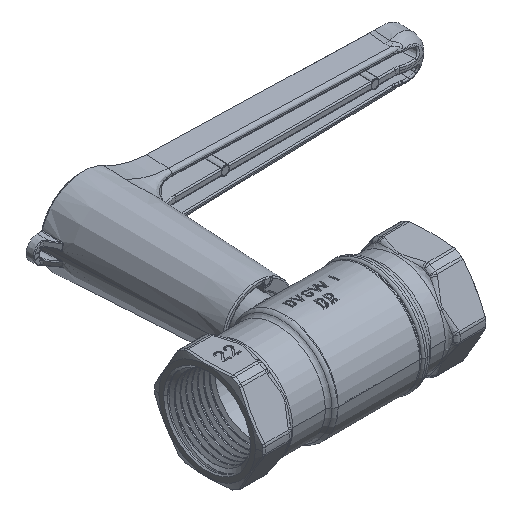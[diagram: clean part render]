
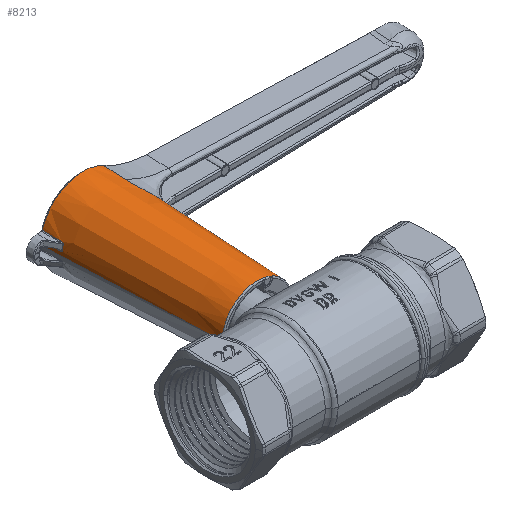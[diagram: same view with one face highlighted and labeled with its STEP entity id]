
A CAD part, isometric view. The second image highlights one B-rep face of the part: STEP entity #8213.
In plain terms, the highlighted conical face has half-angle 2.5 degrees and reference radius 15.268 mm.
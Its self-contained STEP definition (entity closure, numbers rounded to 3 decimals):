
#1=CARTESIAN_POINT('',(-15.937,-9.076,3.909));
#2=CARTESIAN_POINT('',(-15.929,-9.076,3.945));
#3=CARTESIAN_POINT('',(-15.912,-9.064,4.014));
#4=CARTESIAN_POINT('',(-15.888,-8.999,4.122));
#5=CARTESIAN_POINT('',(-15.868,-8.891,4.215));
#6=CARTESIAN_POINT('',(-15.854,-8.751,4.291));
#7=CARTESIAN_POINT('',(-15.846,-8.582,4.349));
#8=CARTESIAN_POINT('',(-15.843,-8.388,4.389));
#9=CARTESIAN_POINT('',(-15.846,-8.243,4.403));
#10=CARTESIAN_POINT('',(-15.849,-8.167,4.407));
#12=CARTESIAN_POINT('',(-16.086,-1.,4.715));
#13=CARTESIAN_POINT('',(-16.061,-1.74,4.684));
#14=CARTESIAN_POINT('',(-16.011,-3.256,4.618));
#15=CARTESIAN_POINT('',(-15.934,-5.605,4.517));
#16=CARTESIAN_POINT('',(-15.878,-7.296,4.444));
#17=CARTESIAN_POINT('',(-15.849,-8.167,4.407));
#19=CARTESIAN_POINT('',(-16.367,-8.49,1.499));
#20=CARTESIAN_POINT('',(-16.403,-7.696,1.485));
#21=CARTESIAN_POINT('',(-16.477,-6.083,1.455));
#22=CARTESIAN_POINT('',(-16.595,-3.488,1.406));
#23=CARTESIAN_POINT('',(-16.67,-1.828,1.373));
#24=CARTESIAN_POINT('',(-16.708,-1.,1.356));
#26=CARTESIAN_POINT('',(-16.305,-9.076,1.856));
#27=CARTESIAN_POINT('',(-16.308,-9.076,1.83));
#28=CARTESIAN_POINT('',(-16.313,-9.07,1.78));
#29=CARTESIAN_POINT('',(-16.321,-9.045,1.715));
#30=CARTESIAN_POINT('',(-16.329,-9.004,1.657));
#31=CARTESIAN_POINT('',(-16.337,-8.945,1.606));
#32=CARTESIAN_POINT('',(-16.344,-8.872,1.566));
#33=CARTESIAN_POINT('',(-16.351,-8.789,1.536));
#34=CARTESIAN_POINT('',(-16.356,-8.698,1.516));
#35=CARTESIAN_POINT('',(-16.362,-8.599,1.503));
#36=CARTESIAN_POINT('',(-16.365,-8.527,1.5));
#37=CARTESIAN_POINT('',(-16.367,-8.49,1.499));
#39=CARTESIAN_POINT('',(0.,-9.076,0.));
#40=DIRECTION('',(0.,1.,0.));
#41=DIRECTION('',(-0.994,0.,0.113));
#42=AXIS2_PLACEMENT_3D('',#39,#40,#41);
#44=CARTESIAN_POINT('',(16.329,-7.323,2.277));
#45=CARTESIAN_POINT('',(16.264,-8.736,2.296));
#46=CARTESIAN_POINT('',(16.13,-11.635,2.335));
#47=CARTESIAN_POINT('',(15.92,-16.205,2.396));
#48=CARTESIAN_POINT('',(15.772,-19.392,2.438));
#49=CARTESIAN_POINT('',(15.697,-21.021,2.459));
#51=CARTESIAN_POINT('',(15.753,-21.086,2.046));
#52=CARTESIAN_POINT('',(15.799,-20.004,2.064));
#53=CARTESIAN_POINT('',(15.89,-17.812,2.101));
#54=CARTESIAN_POINT('',(16.031,-14.452,2.158));
#55=CARTESIAN_POINT('',(16.176,-10.977,2.216));
#56=CARTESIAN_POINT('',(16.277,-8.556,2.256));
#57=CARTESIAN_POINT('',(16.329,-7.323,2.277));
#59=CARTESIAN_POINT('',(0.,-69.522,0.));
#60=DIRECTION('',(0.,-1.,0.));
#61=DIRECTION('',(1.,0.,0.));
#62=AXIS2_PLACEMENT_3D('',#59,#60,#61);
#64=CARTESIAN_POINT('',(0.,-0.958,0.));
#65=DIRECTION('',(0.,1.,0.));
#66=DIRECTION('',(-1.,0.,0.));
#67=AXIS2_PLACEMENT_3D('',#64,#65,#66);
#69=CARTESIAN_POINT('',(8.207,-0.958,14.618));
#70=CARTESIAN_POINT('',(8.181,-2.387,14.561));
#71=CARTESIAN_POINT('',(8.128,-5.239,14.448));
#72=CARTESIAN_POINT('',(8.075,-8.081,14.335));
#73=CARTESIAN_POINT('',(8.049,-9.5,14.279));
#75=CARTESIAN_POINT('',(8.049,-9.5,14.279));
#76=CARTESIAN_POINT('',(8.037,-10.135,14.254));
#77=CARTESIAN_POINT('',(8.097,-11.404,14.157));
#78=CARTESIAN_POINT('',(8.424,-13.263,13.872));
#79=CARTESIAN_POINT('',(8.958,-15.047,13.444));
#80=CARTESIAN_POINT('',(9.658,-16.729,12.865));
#81=CARTESIAN_POINT('',(10.49,-18.277,12.113));
#82=CARTESIAN_POINT('',(11.432,-19.638,11.153));
#83=CARTESIAN_POINT('',(12.295,-20.522,10.128));
#84=CARTESIAN_POINT('',(13.004,-20.942,9.15));
#85=CARTESIAN_POINT('',(13.352,-21.021,8.618));
#86=CARTESIAN_POINT('',(13.519,-21.021,8.347));
#201=CARTESIAN_POINT('',(0.,-1.,0.));
#202=DIRECTION('',(0.,1.,0.));
#203=DIRECTION('',(-0.997,0.,0.081));
#204=AXIS2_PLACEMENT_3D('',#201,#202,#203);
#295=DIRECTION('',(0.044,-0.999,0.));
#296=VECTOR('',#295,68.629);
#297=CARTESIAN_POINT('',(-16.764,-0.958,
0.));
#298=LINE('',#297,#296);
#304=DIRECTION('',(-0.044,-0.999,0.));
#305=VECTOR('',#304,48.482);
#306=CARTESIAN_POINT('',(15.886,-21.086,
0.));
#307=LINE('',#306,#305);
#4332=CARTESIAN_POINT('',(15.753,-21.086,2.046));
#4377=CARTESIAN_POINT('',(0.,-21.086,0.));
#4378=DIRECTION('',(0.,-1.,0.));
#4379=DIRECTION('',(1.,0.,0.));
#4380=AXIS2_PLACEMENT_3D('',#4377,#4378,#4379);
#4838=CARTESIAN_POINT('',(15.697,-21.021,2.459));
#4840=CARTESIAN_POINT('',(0.,-21.021,0.));
#4841=DIRECTION('',(0.,-1.,0.));
#4842=DIRECTION('',(0.988,0.,0.155));
#4843=AXIS2_PLACEMENT_3D('',#4840,#4841,#4842);
#7174=VERTEX_POINT('',#75);
#7175=VERTEX_POINT('',#86);
#7184=CARTESIAN_POINT('',(-16.764,-0.958,0.));
#7185=VERTEX_POINT('',#7184);
#7186=CARTESIAN_POINT('',(8.207,-0.958,
14.618));
#7187=VERTEX_POINT('',#7186);
#7221=VERTEX_POINT('',#19);
#7222=VERTEX_POINT('',#24);
#7223=VERTEX_POINT('',#12);
#7224=VERTEX_POINT('',#17);
#7266=CARTESIAN_POINT('',(-16.305,-9.076,
1.856));
#7267=CARTESIAN_POINT('',(-15.937,-9.076,
3.909));
#7268=VERTEX_POINT('',#7266);
#7269=VERTEX_POINT('',#7267);
#7282=CARTESIAN_POINT('',(-13.771,-69.522,0.));
#7283=CARTESIAN_POINT('',(13.771,-69.522,0.));
#7284=VERTEX_POINT('',#7282);
#7285=VERTEX_POINT('',#7283);
#7354=CARTESIAN_POINT('',(15.886,-21.086,
0.));
#7355=VERTEX_POINT('',#7354);
#7618=VERTEX_POINT('',#4332);
#7635=VERTEX_POINT('',#4838);
#7729=VERTEX_POINT('',#44);
#8172=CARTESIAN_POINT('',(0.,-35.24,0.));
#8173=DIRECTION('',(0.,1.,0.));
#8174=DIRECTION('',(1.,0.,0.));
#8175=AXIS2_PLACEMENT_3D('',#8172,#8173,#8174);
#8176=CONICAL_SURFACE('',#8175,15.268,2.5);
#8178=ORIENTED_EDGE('',*,*,#8177,.F.);
#8180=ORIENTED_EDGE('',*,*,#8179,.F.);
#8182=ORIENTED_EDGE('',*,*,#8181,.F.);
#8184=ORIENTED_EDGE('',*,*,#8183,.T.);
#8186=ORIENTED_EDGE('',*,*,#8185,.T.);
#8188=ORIENTED_EDGE('',*,*,#8187,.F.);
#8190=ORIENTED_EDGE('',*,*,#8189,.T.);
#8192=ORIENTED_EDGE('',*,*,#8191,.T.);
#8194=ORIENTED_EDGE('',*,*,#8193,.T.);
#8196=ORIENTED_EDGE('',*,*,#8195,.F.);
#8197=EDGE_LOOP('',(#8178,#8180,#8182,#8184,#8186,#8188,#8190,#8192,#8194,
#8196));
#8198=FACE_OUTER_BOUND('',#8197,.F.);
#8200=ORIENTED_EDGE('',*,*,#8199,.T.);
#8202=ORIENTED_EDGE('',*,*,#8201,.F.);
#8204=ORIENTED_EDGE('',*,*,#8203,.F.);
#8206=ORIENTED_EDGE('',*,*,#8205,.F.);
#8208=ORIENTED_EDGE('',*,*,#8207,.F.);
#8210=ORIENTED_EDGE('',*,*,#8209,.T.);
#8211=EDGE_LOOP('',(#8200,#8202,#8204,#8206,#8208,#8210));
#8212=FACE_BOUND('',#8211,.F.);
#8213=ADVANCED_FACE('',(#8198,#8212),#8176,.T.);
#11=B_SPLINE_CURVE_WITH_KNOTS('',3,(#1,#2,#3,#4,#5,#6,#7,#8,#9,#10),
.UNSPECIFIED.,.F.,.F.,(4,1,1,1,1,1,1,4),(0.,0.143,
0.286,0.429,0.571,0.714,
0.857,1.),.UNSPECIFIED.);
#18=B_SPLINE_CURVE_WITH_KNOTS('',3,(#12,#13,#14,#15,#16,#17),.UNSPECIFIED.,.F.,
.F.,(4,1,1,4),(0.,0.333,0.667,1.),.UNSPECIFIED.);
#25=B_SPLINE_CURVE_WITH_KNOTS('',3,(#19,#20,#21,#22,#23,#24),.UNSPECIFIED.,.F.,
.F.,(4,1,1,4),(0.,0.333,0.667,1.),.UNSPECIFIED.);
#38=B_SPLINE_CURVE_WITH_KNOTS('',3,(#26,#27,#28,#29,#30,#31,#32,#33,#34,#35,#36,
#37),.UNSPECIFIED.,.F.,.F.,(4,1,1,1,1,1,1,1,1,4),(0.,0.111,
0.222,0.333,0.444,0.556,
0.667,0.778,0.889,1.),.UNSPECIFIED.);
#43=CIRCLE('',#42,16.41);
#50=B_SPLINE_CURVE_WITH_KNOTS('',3,(#44,#45,#46,#47,#48,#49),.UNSPECIFIED.,.F.,
.F.,(4,1,1,4),(0.,0.333,0.667,1.),.UNSPECIFIED.);
#58=B_SPLINE_CURVE_WITH_KNOTS('',3,(#51,#52,#53,#54,#55,#56,#57),.UNSPECIFIED.,
.F.,.F.,(4,1,1,1,4),(0.,0.25,0.5,0.75,1.),.UNSPECIFIED.);
#63=CIRCLE('',#62,13.771);
#68=CIRCLE('',#67,16.764);
#74=B_SPLINE_CURVE_WITH_KNOTS('',3,(#69,#70,#71,#72,#73),.UNSPECIFIED.,.F.,.F.,(
4,1,4),(0.,0.5,1.),.UNSPECIFIED.);
#87=B_SPLINE_CURVE_WITH_KNOTS('',3,(#75,#76,#77,#78,#79,#80,#81,#82,#83,#84,#85,
#86),.UNSPECIFIED.,.F.,.F.,(4,1,1,1,1,1,1,1,1,4),(0.,0.125,
0.25,0.375,0.5,0.625,
0.75,0.875,0.938,1.),.UNSPECIFIED.);
#205=CIRCLE('',#204,16.763);
#4381=CIRCLE('',#4380,15.886);
#4844=CIRCLE('',#4843,15.888);
#8177=EDGE_CURVE('',#7729,#7635,#50,.T.);
#8179=EDGE_CURVE('',#7618,#7729,#58,.T.);
#8181=EDGE_CURVE('',#7355,#7618,#4381,.T.);
#8183=EDGE_CURVE('',#7355,#7285,#307,.T.);
#8185=EDGE_CURVE('',#7285,#7284,#63,.T.);
#8187=EDGE_CURVE('',#7185,#7284,#298,.T.);
#8189=EDGE_CURVE('',#7185,#7187,#68,.T.);
#8191=EDGE_CURVE('',#7187,#7174,#74,.T.);
#8193=EDGE_CURVE('',#7174,#7175,#87,.T.);
#8195=EDGE_CURVE('',#7635,#7175,#4844,.T.);
#8199=EDGE_CURVE('',#7269,#7224,#11,.T.);
#8201=EDGE_CURVE('',#7223,#7224,#18,.T.);
#8203=EDGE_CURVE('',#7222,#7223,#205,.T.);
#8205=EDGE_CURVE('',#7221,#7222,#25,.T.);
#8207=EDGE_CURVE('',#7268,#7221,#38,.T.);
#8209=EDGE_CURVE('',#7268,#7269,#43,.T.);
